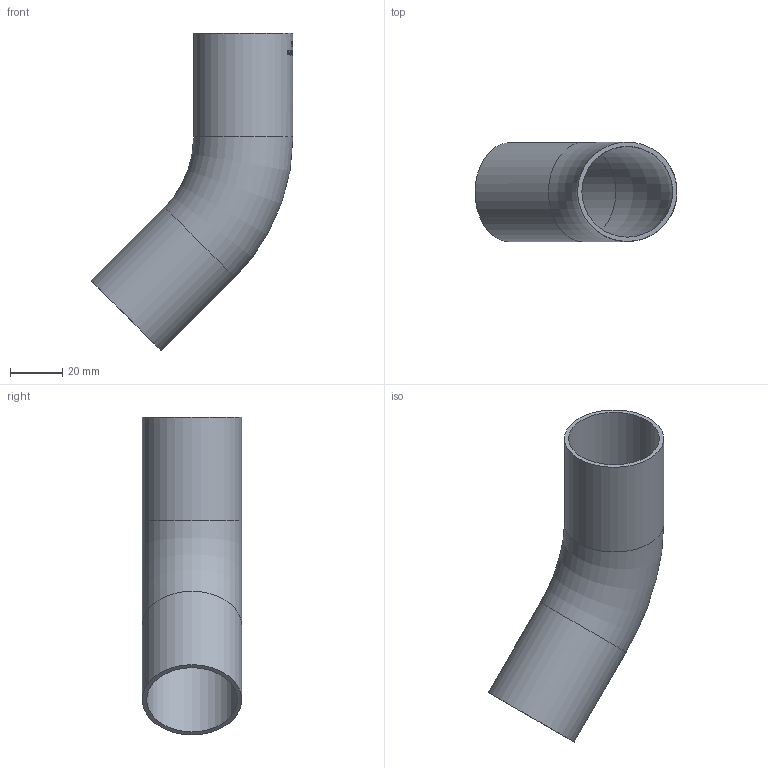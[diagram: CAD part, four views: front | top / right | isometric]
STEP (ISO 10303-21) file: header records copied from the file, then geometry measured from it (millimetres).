
FILE_DESCRIPTION(/* description */ (''),/* implementation_level */ '2;1');
FILE_NAME(/* name */ 'S2KS-1.5.stp',/* time_stamp */ '2018-11-26T16:42:28-05:00',/* author */ ('ken'),/* organization */ (''),/* preprocessor_version */ 'ST-DEVELOPER v15.2',/* originating_system */ 'Autodesk Inventor 2014',/* authorisation */ '');
FILE_SCHEMA (('AUTOMOTIVE_DESIGN { 1 0 10303 214 3 1 1 }'));
Length unit declared in the file: inch
Products named in the file (1): S2KS-1.5
Bounding box: 77.42 x 38.1 x 121.87 mm (x, y, z)
Volume: 23542.2 mm3; surface area: 28921.2 mm2
Topology: 1 solids, 1 shells, 347 faces, 948 edges, 632 vertices
Faces by surface type: bspline 176, plane 133, cylinder 36, torus 2
Full cylindrical faces by diameter (mm): 34.798 x2, 38.1 x2
Entity records: 14183 total; most frequent: CARTESIAN_POINT 6512, ORIENTED_EDGE 1858, DIRECTION 1071, EDGE_CURVE 929, VERTEX_POINT 622, LINE 423, VECTOR 423, EDGE_LOOP 383
